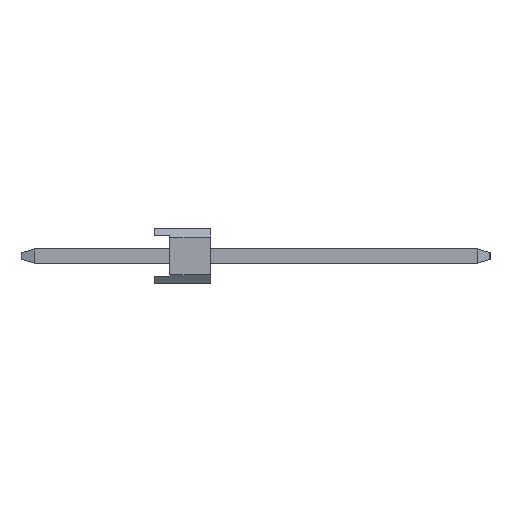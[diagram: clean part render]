
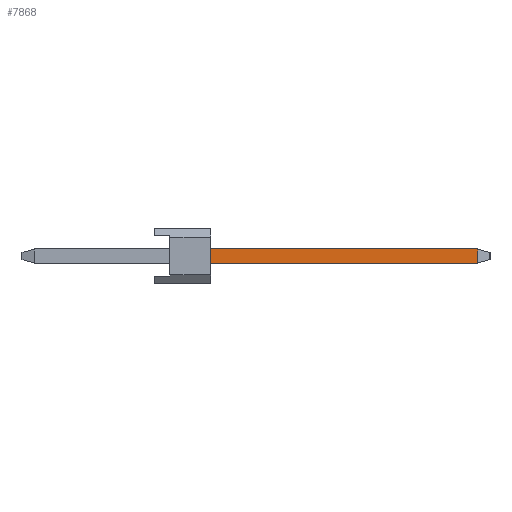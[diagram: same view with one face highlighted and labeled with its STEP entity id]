
A CAD part, left-side view. The second image highlights one B-rep face of the part: STEP entity #7868.
In plain terms, the highlighted planar face has unit normal (-1, 0, 0).
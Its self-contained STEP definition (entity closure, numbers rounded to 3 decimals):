
#4062=VERTEX_POINT('',#11783);
#4364=EDGE_CURVE('',#7920,#10378,#12116,.T.);
#5022=EDGE_CURVE('',#4062,#5460,#12856,.T.);
#5460=VERTEX_POINT('',#13337);
#6240=EDGE_CURVE('',#5460,#7920,#14189,.T.);
#7776=EDGE_CURVE('',#10378,#4062,#15858,.T.);
#7868=ADVANCED_FACE('',(#15961),#15962,.T.);
#7920=VERTEX_POINT('',#16019);
#10378=VERTEX_POINT('',#18736);
#11783=CARTESIAN_POINT('',(-30.8,-2.54,-0.32));
#12116=LINE('',#20832,#20833);
#12856=LINE('',#21860,#21861);
#13337=CARTESIAN_POINT('',(-30.8,-2.54,0.32));
#14189=LINE('',#23791,#23792);
#15858=LINE('',#26254,#26255);
#15961=FACE_OUTER_BOUND('',#26394,.T.);
#15962=PLANE('',#26395);
#16019=CARTESIAN_POINT('',(-30.8,-14.594,0.32));
#18736=CARTESIAN_POINT('',(-30.8,-14.594,-0.32));
#20832=CARTESIAN_POINT('',(-30.8,-14.594,0.5));
#20833=VECTOR('',#32882,1.0);
#21860=CARTESIAN_POINT('',(-30.8,-2.54,0.252));
#21861=VECTOR('',#33704,1.0);
#23791=CARTESIAN_POINT('',(-30.8,-4.59,0.32));
#23792=VECTOR('',#34967,1.0);
#26254=CARTESIAN_POINT('',(-30.8,5.414,-0.32));
#26255=VECTOR('',#36450,1.0);
#26394=EDGE_LOOP('',(#36560,#36561,#36562,#36563));
#26395=AXIS2_PLACEMENT_3D('',#36564,#36565,#36566);
#32882=DIRECTION('',(0.0,0.,-1.0));
#33704=DIRECTION('',(0.,0.,1.0));
#34967=DIRECTION('',(0.,-1.0,0.));
#36450=DIRECTION('',(0.,1.0,0.));
#36560=ORIENTED_EDGE('',*,*,#5022,.F.);
#36561=ORIENTED_EDGE('',*,*,#7776,.F.);
#36562=ORIENTED_EDGE('',*,*,#4364,.F.);
#36563=ORIENTED_EDGE('',*,*,#6240,.F.);
#36564=CARTESIAN_POINT('',(-30.8,5.414,0.5));
#36565=DIRECTION('',(-1.0,0.,0.));
#36566=DIRECTION('',(0.,1.0,0.));
